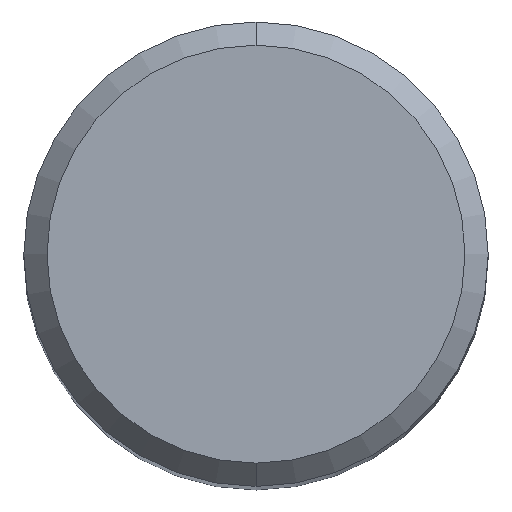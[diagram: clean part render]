
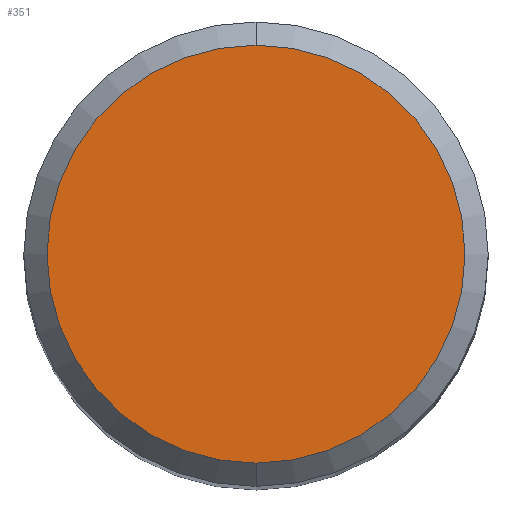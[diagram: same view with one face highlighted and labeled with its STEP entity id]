
A CAD part, top view. The second image highlights one B-rep face of the part: STEP entity #351.
In plain terms, the highlighted planar face has unit normal (0, 0, 1).
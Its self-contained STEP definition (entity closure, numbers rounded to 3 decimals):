
#351=ADVANCED_FACE('',(#925),#926,.T.);
#401=EDGE_CURVE('',#419,#751,#980,.T.);
#419=VERTEX_POINT('',#1001);
#535=EDGE_CURVE('',#751,#419,#1129,.T.);
#751=VERTEX_POINT('',#1366);
#925=FACE_OUTER_BOUND('',#1707,.T.);
#926=PLANE('',#1708);
#980=CIRCLE('',#1984,4.5);
#1001=CARTESIAN_POINT('',(0.,-4.5,0.0));
#1129=CIRCLE('',#3590,4.5);
#1366=CARTESIAN_POINT('',(0.0,4.5,0.0));
#1707=EDGE_LOOP('',(#5941,#5942));
#1708=AXIS2_PLACEMENT_3D('',#5943,#5944,#5945);
#1984=AXIS2_PLACEMENT_3D('',#5999,#6000,#6001);
#3590=AXIS2_PLACEMENT_3D('',#6182,#6183,#6184);
#5941=ORIENTED_EDGE('',*,*,#535,.F.);
#5942=ORIENTED_EDGE('',*,*,#401,.F.);
#5943=CARTESIAN_POINT('',(0.0,2.25,0.0));
#5944=DIRECTION('',(-0.0,0.0,1.0));
#5945=DIRECTION('',(0.0,-1.0,0.0));
#5999=CARTESIAN_POINT('',(0.0,0.0,0.0));
#6000=DIRECTION('',(0.0,0.0,-1.0));
#6001=DIRECTION('',(0.0,1.0,0.0));
#6182=CARTESIAN_POINT('',(0.0,0.0,0.0));
#6183=DIRECTION('',(0.0,0.0,-1.0));
#6184=DIRECTION('',(0.0,1.0,0.0));
